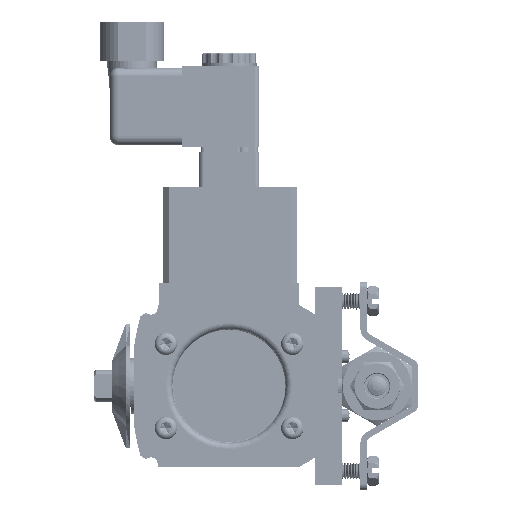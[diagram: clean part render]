
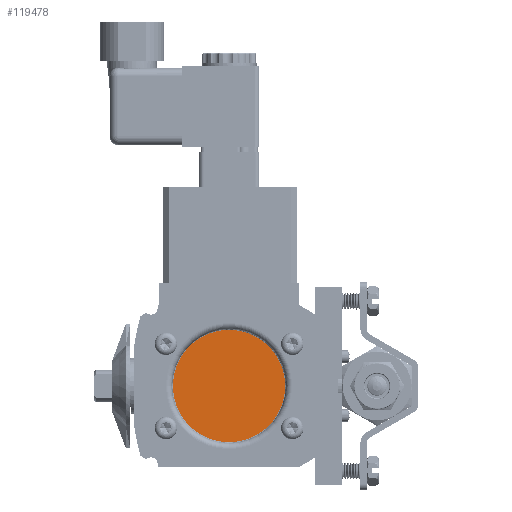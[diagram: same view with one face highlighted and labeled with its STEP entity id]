
A CAD part, left-side view. The second image highlights one B-rep face of the part: STEP entity #119478.
In plain terms, the highlighted planar face has unit normal (-1, 0, 0).
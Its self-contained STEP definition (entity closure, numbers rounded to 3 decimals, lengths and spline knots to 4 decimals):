
#8936 = CIRCLE ( 'NONE', #42613, 0.8105 ) ;
#17653 = CARTESIAN_POINT ( 'NONE',  ( -1.4975, 2.136, 0. ) ) ;
#23287 = ORIENTED_EDGE ( 'NONE', *, *, #111125, .T. ) ;
#23637 = ORIENTED_EDGE ( 'NONE', *, *, #30634, .T. ) ;
#30634 = EDGE_CURVE ( 'NONE', #64851, #95540, #8936, .T. ) ;
#32474 = DIRECTION ( 'NONE',  ( 0., 0., 1. ) ) ;
#42613 = AXIS2_PLACEMENT_3D ( 'NONE', #17653, #120665, #32474 ) ;
#45408 = CARTESIAN_POINT ( 'NONE',  ( -1.4975, 2.136, -0.8105 ) ) ;
#48360 = CARTESIAN_POINT ( 'NONE',  ( -1.4975, 2.136, 0.8105 ) ) ;
#57948 = CARTESIAN_POINT ( 'NONE',  ( -1.4975, 2.136, 0. ) ) ;
#63469 = DIRECTION ( 'NONE',  ( -1., 0., 0. ) ) ;
#64851 = VERTEX_POINT ( 'NONE', #45408 ) ;
#72748 = DIRECTION ( 'NONE',  ( 0., 0., 1. ) ) ;
#95540 = VERTEX_POINT ( 'NONE', #48360 ) ;
#107239 = CARTESIAN_POINT ( 'NONE',  ( -1.4975, 2.136, 0. ) ) ;
#111125 = EDGE_CURVE ( 'NONE', #95540, #64851, #162770, .T. ) ;
#119478 = ADVANCED_FACE ( 'NONE', ( #144063 ), #122102, .T. ) ;
#120665 = DIRECTION ( 'NONE',  ( -1., 0., 0. ) ) ;
#122102 = PLANE ( 'NONE',  #179744 ) ;
#144063 = FACE_OUTER_BOUND ( 'NONE', #156811, .T. ) ;
#156811 = EDGE_LOOP ( 'NONE', ( #23637, #23287 ) ) ;
#161026 = DIRECTION ( 'NONE',  ( -1., 0., 0. ) ) ;
#162770 = CIRCLE ( 'NONE', #170237, 0.8105 ) ;
#166499 = DIRECTION ( 'NONE',  ( 0., 0., 1. ) ) ;
#170237 = AXIS2_PLACEMENT_3D ( 'NONE', #57948, #161026, #72748 ) ;
#179744 = AXIS2_PLACEMENT_3D ( 'NONE', #107239, #63469, #166499 ) ;
